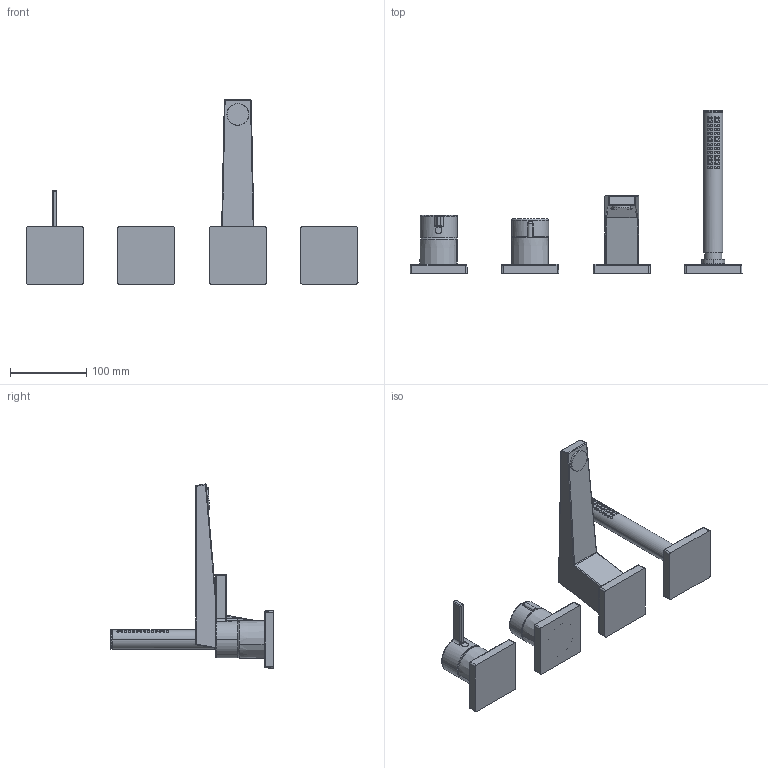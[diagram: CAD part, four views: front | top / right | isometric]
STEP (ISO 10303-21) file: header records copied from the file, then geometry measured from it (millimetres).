
FILE_DESCRIPTION (( 'STEP AP203' ), '1' );
FILE_NAME ('57752483.STEP', '2020-04-23T06:54:28', ( '' ), ( '' ), 'SwSTEP 2.0', 'SolidWorks 2016', '' );
FILE_SCHEMA (( 'CONFIG_CONTROL_DESIGN' ));
Length unit declared in the file: millimetre
Products named in the file (1): 57752483
Bounding box: 435 x 213.8 x 241.33 mm (x, y, z)
Volume: 988529.8 mm3; surface area: 161673.6 mm2
Topology: 13 solids, 13 shells, 285 faces, 601 edges, 398 vertices
Faces by surface type: bspline 112, cylinder 83, plane 57, torus 16, cone 14, sphere 3
Entity records: 18693 total; most frequent: CARTESIAN_POINT 13184, ORIENTED_EDGE 1190, DIRECTION 890, EDGE_CURVE 595, VERTEX_POINT 398, AXIS2_PLACEMENT_3D 356, EDGE_LOOP 347, ADVANCED_FACE 285
